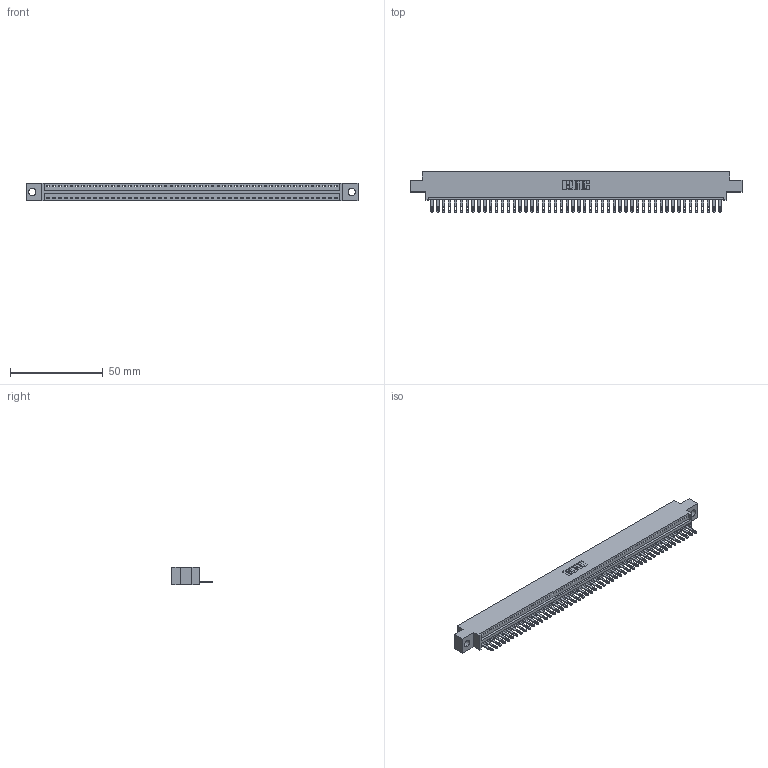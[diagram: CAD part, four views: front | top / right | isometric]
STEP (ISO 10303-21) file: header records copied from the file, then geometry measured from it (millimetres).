
FILE_DESCRIPTION (( 'STEP AP203' ), '1' );
FILE_NAME ('346-050-500-604.STEP', '2022-05-10T02:33:37', ( '' ), ( '' ), 'SwSTEP 2.0', 'SolidWorks 2020', '' );
FILE_SCHEMA (( 'CONFIG_CONTROL_DESIGN' ));
Length unit declared in the file: inch
Products named in the file (3): 346-050-500-604; 345-292-001_345-293-100; 346 Part_0.170 Offset - 0.156 Dia-TH
Assembly tree (51 placements, depth 2):
  346-050-500-604
    346 Part_0.170 Offset - 0.156 Dia-TH
    345-292-001_345-293-100  x50
Bounding box: 179.32 x 21.84 x 9.4 mm (x, y, z)
Volume: 16990.8 mm3; surface area: 21436.7 mm2
Topology: 51 solids, 51 shells, 2840 faces, 8777 edges, 5850 vertices
Faces by surface type: plane 1794, cylinder 1046
Entity records: 30435 total; most frequent: CARTESIAN_POINT 5224, ORIENTED_EDGE 5206, DIRECTION 4599, EDGE_CURVE 2603, VECTOR 2267, LINE 2267, VERTEX_POINT 1734, AXIS2_PLACEMENT_3D 1166
